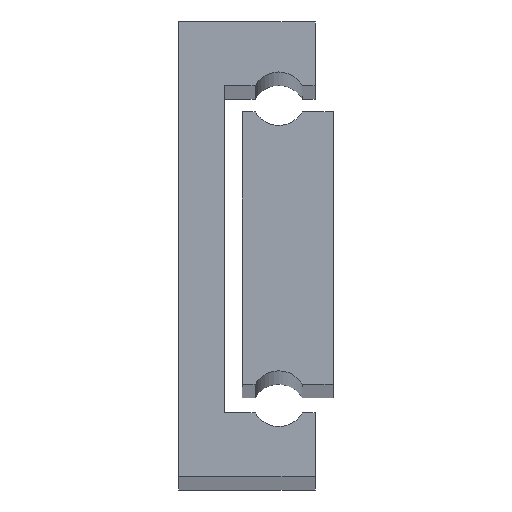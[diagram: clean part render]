
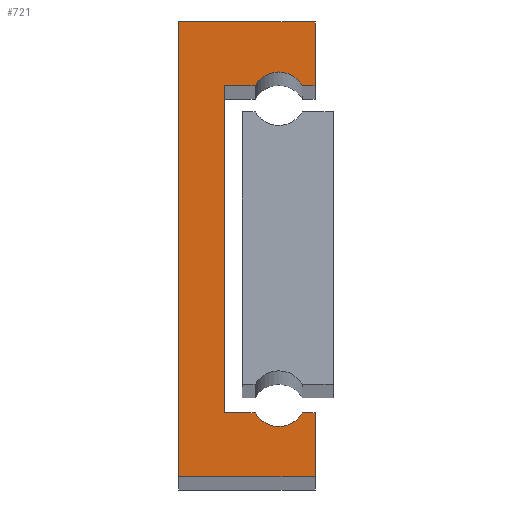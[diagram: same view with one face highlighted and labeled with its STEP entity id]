
A CAD part, top view. The second image highlights one B-rep face of the part: STEP entity #721.
In plain terms, the highlighted planar face has unit normal (0, 0, 1).
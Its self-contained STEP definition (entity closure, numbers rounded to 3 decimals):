
#22 = CARTESIAN_POINT ( 'NONE',  ( 11., 8.5, 425. ) ) ;
#62 = DIRECTION ( 'NONE',  ( -1., 0., 0. ) ) ;
#80 = CARTESIAN_POINT ( 'NONE',  ( 15., 7., 425. ) ) ;
#117 = DIRECTION ( 'NONE',  ( -1., 0., 0. ) ) ;
#126 = CARTESIAN_POINT ( 'NONE',  ( 8.402, 43., 425. ) ) ;
#169 = EDGE_CURVE ( 'NONE', #1491, #270, #1349, .T. ) ;
#192 = EDGE_CURVE ( 'NONE', #1495, #1664, #720, .T. ) ;
#214 = CIRCLE ( 'NONE', #919, 3. ) ;
#249 = CARTESIAN_POINT ( 'NONE',  ( 11., 41.5, 425. ) ) ;
#256 = DIRECTION ( 'NONE',  ( 0., -1., 0. ) ) ;
#270 = VERTEX_POINT ( 'NONE', #1553 ) ;
#281 = DIRECTION ( 'NONE',  ( 0., 1., 0. ) ) ;
#310 = VERTEX_POINT ( 'NONE', #1709 ) ;
#312 = EDGE_CURVE ( 'NONE', #482, #1257, #716, .T. ) ;
#321 = EDGE_CURVE ( 'NONE', #1159, #1491, #214, .T. ) ;
#324 = CARTESIAN_POINT ( 'NONE',  ( 11., 41.5, 425. ) ) ;
#334 = LINE ( 'NONE', #750, #1560 ) ;
#342 = CARTESIAN_POINT ( 'NONE',  ( 8.402, 7., 425. ) ) ;
#347 = DIRECTION ( 'NONE',  ( -1., 0., 0. ) ) ;
#354 = CARTESIAN_POINT ( 'NONE',  ( 0., 0., 425. ) ) ;
#389 = ORIENTED_EDGE ( 'NONE', *, *, #1864, .T. ) ;
#390 = VECTOR ( 'NONE', #701, 1000. ) ;
#399 = LINE ( 'NONE', #80, #1130 ) ;
#429 = VECTOR ( 'NONE', #829, 1000. ) ;
#436 = VERTEX_POINT ( 'NONE', #1595 ) ;
#445 = ORIENTED_EDGE ( 'NONE', *, *, #169, .T. ) ;
#482 = VERTEX_POINT ( 'NONE', #1445 ) ;
#489 = ORIENTED_EDGE ( 'NONE', *, *, #321, .T. ) ;
#498 = LINE ( 'NONE', #342, #1006 ) ;
#521 = VERTEX_POINT ( 'NONE', #354 ) ;
#539 = EDGE_CURVE ( 'NONE', #1257, #436, #498, .T. ) ;
#540 = FACE_OUTER_BOUND ( 'NONE', #1608, .T. ) ;
#554 = CARTESIAN_POINT ( 'NONE',  ( 15., 0., 425. ) ) ;
#571 = ORIENTED_EDGE ( 'NONE', *, *, #1753, .T. ) ;
#614 = ORIENTED_EDGE ( 'NONE', *, *, #634, .T. ) ;
#634 = EDGE_CURVE ( 'NONE', #1664, #482, #399, .T. ) ;
#642 = VECTOR ( 'NONE', #281, 1000. ) ;
#674 = AXIS2_PLACEMENT_3D ( 'NONE', #249, #1160, #1058 ) ;
#685 = EDGE_CURVE ( 'NONE', #310, #521, #1625, .T. ) ;
#687 = VERTEX_POINT ( 'NONE', #1644 ) ;
#701 = DIRECTION ( 'NONE',  ( 1., 0., 0. ) ) ;
#716 = CIRCLE ( 'NONE', #1185, 3. ) ;
#720 = LINE ( 'NONE', #741, #642 ) ;
#721 = ADVANCED_FACE ( 'NONE', ( #540 ), #1789, .F. ) ;
#741 = CARTESIAN_POINT ( 'NONE',  ( 15., 0., 425. ) ) ;
#749 = DIRECTION ( 'NONE',  ( -1., 0., 0. ) ) ;
#750 = CARTESIAN_POINT ( 'NONE',  ( 0., 0., 425. ) ) ;
#829 = DIRECTION ( 'NONE',  ( 0., 1., 0. ) ) ;
#880 = LINE ( 'NONE', #126, #1588 ) ;
#910 = EDGE_CURVE ( 'NONE', #270, #1073, #1435, .T. ) ;
#919 = AXIS2_PLACEMENT_3D ( 'NONE', #324, #1090, #749 ) ;
#936 = DIRECTION ( 'NONE',  ( 0., 0., -1. ) ) ;
#967 = VECTOR ( 'NONE', #1740, 1000. ) ;
#975 = CARTESIAN_POINT ( 'NONE',  ( 15., 50., 425. ) ) ;
#1006 = VECTOR ( 'NONE', #62, 1000. ) ;
#1058 = DIRECTION ( 'NONE',  ( -1., 0., 0. ) ) ;
#1073 = VERTEX_POINT ( 'NONE', #1611 ) ;
#1075 = CARTESIAN_POINT ( 'NONE',  ( 8.402, 43., 425. ) ) ;
#1090 = DIRECTION ( 'NONE',  ( 0., 0., -1. ) ) ;
#1130 = VECTOR ( 'NONE', #117, 1000. ) ;
#1159 = VERTEX_POINT ( 'NONE', #1075 ) ;
#1160 = DIRECTION ( 'NONE',  ( 0., 0., -1. ) ) ;
#1166 = CARTESIAN_POINT ( 'NONE',  ( 13.598, 43., 425. ) ) ;
#1171 = CARTESIAN_POINT ( 'NONE',  ( 0., 0., 425. ) ) ;
#1185 = AXIS2_PLACEMENT_3D ( 'NONE', #22, #936, #1539 ) ;
#1257 = VERTEX_POINT ( 'NONE', #1353 ) ;
#1291 = ORIENTED_EDGE ( 'NONE', *, *, #1697, .T. ) ;
#1349 = LINE ( 'NONE', #1948, #390 ) ;
#1353 = CARTESIAN_POINT ( 'NONE',  ( 8.402, 7., 425. ) ) ;
#1370 = VECTOR ( 'NONE', #347, 1000. ) ;
#1411 = EDGE_CURVE ( 'NONE', #1073, #310, #1739, .T. ) ;
#1435 = LINE ( 'NONE', #975, #967 ) ;
#1445 = CARTESIAN_POINT ( 'NONE',  ( 13.598, 7., 425. ) ) ;
#1491 = VERTEX_POINT ( 'NONE', #1166 ) ;
#1495 = VERTEX_POINT ( 'NONE', #554 ) ;
#1539 = DIRECTION ( 'NONE',  ( 1., 0., 0. ) ) ;
#1546 = DIRECTION ( 'NONE',  ( 1., 0., 0. ) ) ;
#1549 = CARTESIAN_POINT ( 'NONE',  ( 0., 50., 425. ) ) ;
#1553 = CARTESIAN_POINT ( 'NONE',  ( 15., 43., 425. ) ) ;
#1560 = VECTOR ( 'NONE', #1546, 1000. ) ;
#1579 = ORIENTED_EDGE ( 'NONE', *, *, #1411, .T. ) ;
#1588 = VECTOR ( 'NONE', #1967, 1000. ) ;
#1595 = CARTESIAN_POINT ( 'NONE',  ( 5., 7., 425. ) ) ;
#1608 = EDGE_LOOP ( 'NONE', ( #1775, #1291, #1629, #614, #1880, #1931, #571, #389, #489, #445, #1794, #1579 ) ) ;
#1611 = CARTESIAN_POINT ( 'NONE',  ( 15., 50., 425. ) ) ;
#1625 = LINE ( 'NONE', #1171, #1970 ) ;
#1629 = ORIENTED_EDGE ( 'NONE', *, *, #192, .T. ) ;
#1644 = CARTESIAN_POINT ( 'NONE',  ( 5., 43., 425. ) ) ;
#1664 = VERTEX_POINT ( 'NONE', #1719 ) ;
#1697 = EDGE_CURVE ( 'NONE', #521, #1495, #334, .T. ) ;
#1709 = CARTESIAN_POINT ( 'NONE',  ( 0., 50., 425. ) ) ;
#1719 = CARTESIAN_POINT ( 'NONE',  ( 15., 7., 425. ) ) ;
#1739 = LINE ( 'NONE', #1549, #1370 ) ;
#1740 = DIRECTION ( 'NONE',  ( 0., 1., 0. ) ) ;
#1745 = CARTESIAN_POINT ( 'NONE',  ( 5., 7., 425. ) ) ;
#1753 = EDGE_CURVE ( 'NONE', #436, #687, #1756, .T. ) ;
#1756 = LINE ( 'NONE', #1745, #429 ) ;
#1775 = ORIENTED_EDGE ( 'NONE', *, *, #685, .T. ) ;
#1789 = PLANE ( 'NONE',  #674 ) ;
#1794 = ORIENTED_EDGE ( 'NONE', *, *, #910, .T. ) ;
#1864 = EDGE_CURVE ( 'NONE', #687, #1159, #880, .T. ) ;
#1880 = ORIENTED_EDGE ( 'NONE', *, *, #312, .T. ) ;
#1931 = ORIENTED_EDGE ( 'NONE', *, *, #539, .T. ) ;
#1948 = CARTESIAN_POINT ( 'NONE',  ( 15., 43., 425. ) ) ;
#1967 = DIRECTION ( 'NONE',  ( 1., 0., 0. ) ) ;
#1970 = VECTOR ( 'NONE', #256, 1000. ) ;
